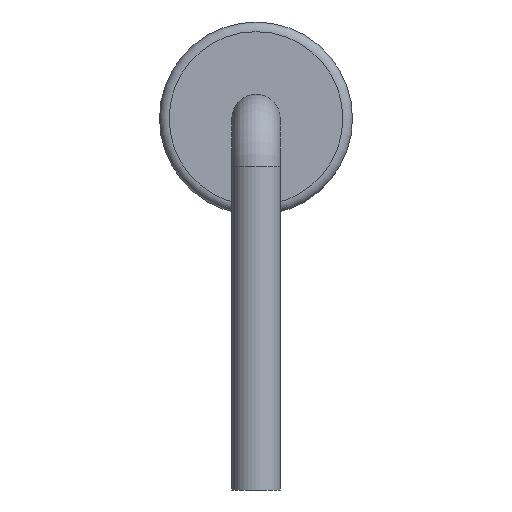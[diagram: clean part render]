
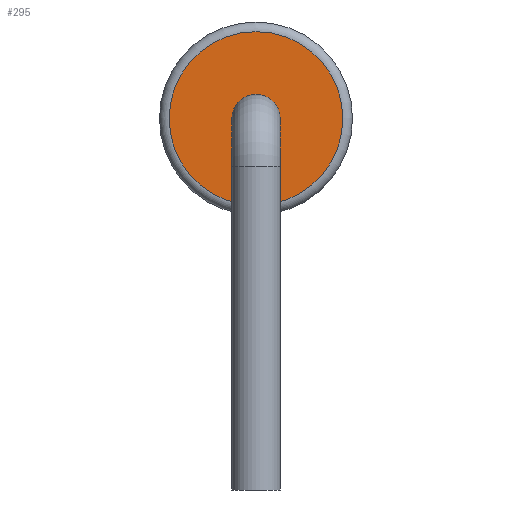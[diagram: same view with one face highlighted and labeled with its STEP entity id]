
A CAD part, front view. The second image highlights one B-rep face of the part: STEP entity #295.
In plain terms, the highlighted planar face has unit normal (0, -1, 0).
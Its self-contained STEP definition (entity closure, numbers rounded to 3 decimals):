
#28=PLANE('',#370);
#55=FACE_OUTER_BOUND('',#78,.T.);
#78=EDGE_LOOP('',(#267));
#123=CIRCLE('',#368,0.9);
#150=VERTEX_POINT('',#569);
#188=EDGE_CURVE('',#150,#150,#123,.T.);
#267=ORIENTED_EDGE('',*,*,#188,.T.);
#295=ADVANCED_FACE('',(#55),#28,.T.);
#368=AXIS2_PLACEMENT_3D('',#570,#480,#481);
#370=AXIS2_PLACEMENT_3D('',#572,#484,#485);
#480=DIRECTION('center_axis',(0.,-1.,0.));
#481=DIRECTION('ref_axis',(1.,0.,0.));
#484=DIRECTION('center_axis',(0.,-1.,0.));
#485=DIRECTION('ref_axis',(0.,0.,-1.));
#569=CARTESIAN_POINT('',(0.,2.,2.15));
#570=CARTESIAN_POINT('Origin',(0.,2.,1.25));
#572=CARTESIAN_POINT('Origin',(0.,2.,1.25));
